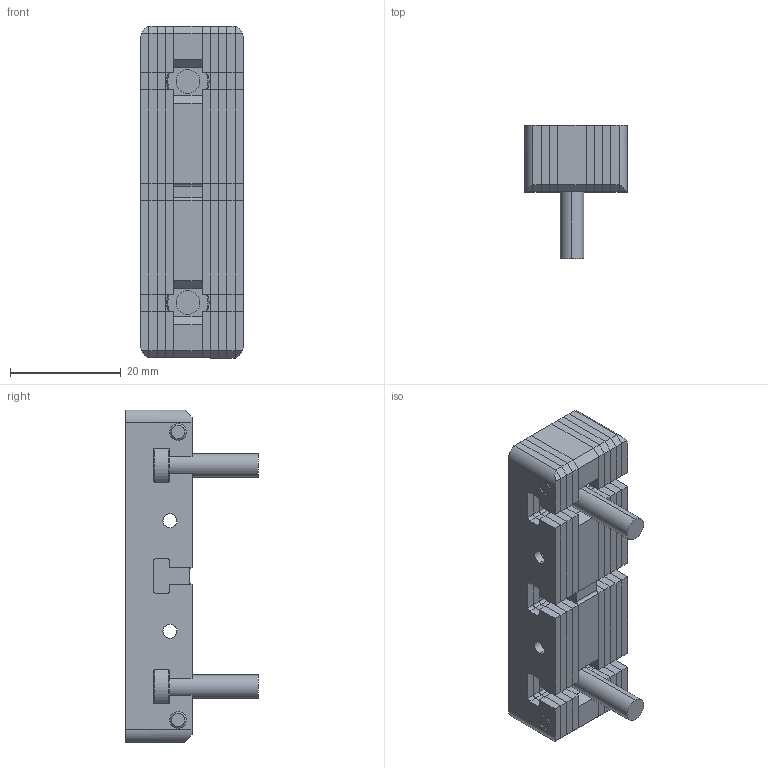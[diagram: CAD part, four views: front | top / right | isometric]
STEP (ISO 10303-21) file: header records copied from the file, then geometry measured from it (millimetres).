
FILE_DESCRIPTION (( 'STEP AP203' ), '1' );
FILE_NAME ('c0d0.STEP', '2023-01-11T09:02:20', ( '' ), ( '' ), 'SwSTEP 2.0', 'SolidWorks 2019', '' );
FILE_SCHEMA (( 'CONFIG_CONTROL_DESIGN' ));
Length unit declared in the file: millimetre
Products named in the file (6): Lamela_60_R b73a255fb6f251f4aba784fe5b55c956; c0d0; Bolt_60 b73a255fb6f251f4aba784fe5b55c956; Lamellar_Gas_Vent_ISGL60 b73a255fb6f251f4aba784fe5b55c956; Lamela_60 b73a255fb6f251f4aba784fe5b55c956; Pin_60 b73a255fb6f251f4aba784fe5b55c956
Assembly tree (12 placements, depth 2):
  c0d0
    Lamellar_Gas_Vent_ISGL60 b73a255fb6f251f4aba784fe5b55c956
    Lamela_60 b73a255fb6f251f4aba784fe5b55c956  x5
    Lamela_60_R b73a255fb6f251f4aba784fe5b55c956  x2
    Bolt_60 b73a255fb6f251f4aba784fe5b55c956  x2
    Pin_60 b73a255fb6f251f4aba784fe5b55c956  x2
Bounding box: 18.52 x 24 x 60 mm (x, y, z)
Volume: 12033.3 mm3; surface area: 17374.2 mm2
Topology: 14 solids, 14 shells, 548 faces, 1538 edges, 1020 vertices
Faces by surface type: plane 320, cylinder 212, cone 16
Entity records: 7888 total; most frequent: CARTESIAN_POINT 1242, DIRECTION 1242, ORIENTED_EDGE 1208, EDGE_CURVE 604, LINE 426, VECTOR 426, AXIS2_PLACEMENT_3D 408, VERTEX_POINT 400
